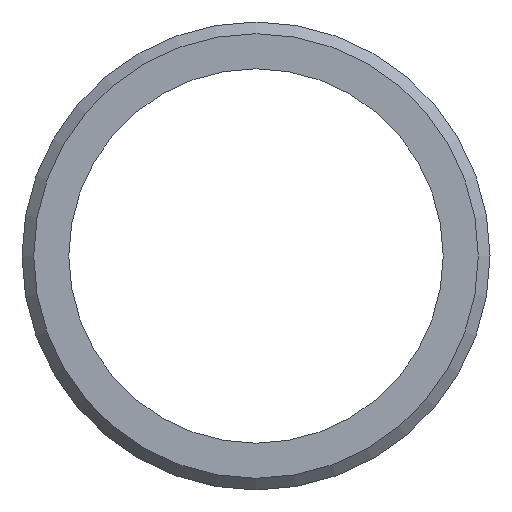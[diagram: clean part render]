
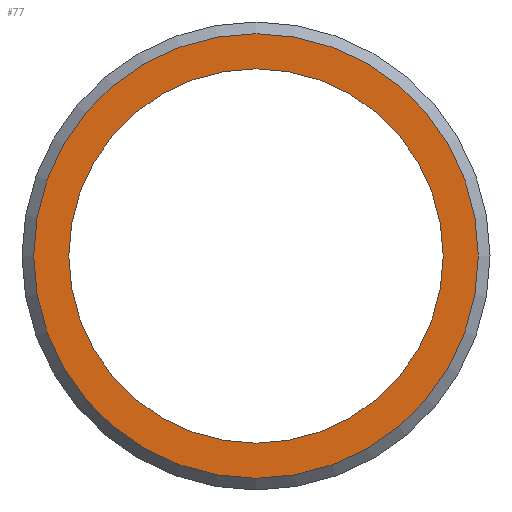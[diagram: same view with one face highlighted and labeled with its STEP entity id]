
A CAD part, left-side view. The second image highlights one B-rep face of the part: STEP entity #77.
In plain terms, the highlighted planar face has unit normal (-1, 0, 0).
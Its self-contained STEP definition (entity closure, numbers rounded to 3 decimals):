
#77 = ADVANCED_FACE( '', ( #85, #86 ), #87, .T. );
#85 = FACE_OUTER_BOUND( '', #103, .T. );
#86 = FACE_BOUND( '', #104, .T. );
#87 = PLANE( '', #105 );
#103 = EDGE_LOOP( '', ( #121 ) );
#104 = EDGE_LOOP( '', ( #122 ) );
#105 = AXIS2_PLACEMENT_3D( '', #123, #124, #125 );
#121 = ORIENTED_EDGE( '', *, *, #151, .T. );
#122 = ORIENTED_EDGE( '', *, *, #152, .F. );
#123 = CARTESIAN_POINT( '', ( 0., 0., 0. ) );
#124 = DIRECTION( '', ( -1., 0., 0. ) );
#125 = DIRECTION( '', ( 0., 0., 1. ) );
#151 = EDGE_CURVE( '', #157, #157, #158, .T. );
#152 = EDGE_CURVE( '', #159, #159, #160, .T. );
#157 = VERTEX_POINT( '', #169 );
#158 = CIRCLE( '', #170, 9.5 );
#159 = VERTEX_POINT( '', #171 );
#160 = CIRCLE( '', #172, 8. );
#169 = CARTESIAN_POINT( '', ( 0., 0., 9.5 ) );
#170 = AXIS2_PLACEMENT_3D( '', #181, #182, #183 );
#171 = CARTESIAN_POINT( '', ( 0., 0., 8. ) );
#172 = AXIS2_PLACEMENT_3D( '', #184, #185, #186 );
#181 = CARTESIAN_POINT( '', ( 0., 0., 0. ) );
#182 = DIRECTION( '', ( -1., 0., 0. ) );
#183 = DIRECTION( '', ( 0., 0., 1. ) );
#184 = CARTESIAN_POINT( '', ( 0., 0., 0. ) );
#185 = DIRECTION( '', ( -1., 0., 0. ) );
#186 = DIRECTION( '', ( 0., 0., 1. ) );
